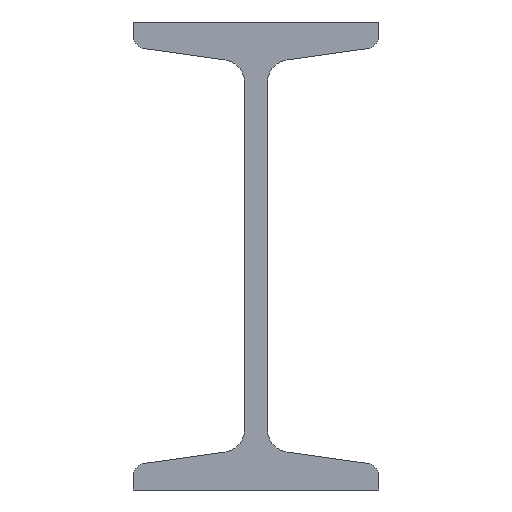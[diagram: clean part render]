
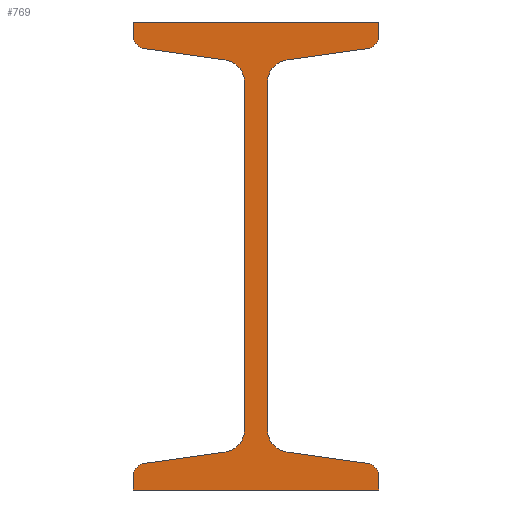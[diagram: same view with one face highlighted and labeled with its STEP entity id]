
A CAD part, front view. The second image highlights one B-rep face of the part: STEP entity #769.
In plain terms, the highlighted planar face has unit normal (0, -1, 0).
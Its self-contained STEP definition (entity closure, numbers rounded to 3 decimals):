
#2=DIRECTION('',(0.,0.,1.));
#3=VECTOR('',#2,2.267);
#4=CARTESIAN_POINT('',(-21.,0.,-40.));
#5=LINE('',#4,#3);
#6=CARTESIAN_POINT('',(-18.7,0.,-37.733));
#7=DIRECTION('',(0.,1.,0.));
#8=DIRECTION('',(-1.,0.,0.));
#9=AXIS2_PLACEMENT_3D('',#6,#7,#8);
#11=DIRECTION('',(0.99,0.,0.139));
#12=VECTOR('',#11,13.848);
#13=CARTESIAN_POINT('',(-19.02,0.,-35.455));
#14=LINE('',#13,#12);
#15=CARTESIAN_POINT('',(-5.85,0.,-29.666));
#16=DIRECTION('',(0.,-1.,0.));
#17=DIRECTION('',(0.139,0.,-0.99));
#18=AXIS2_PLACEMENT_3D('',#15,#16,#17);
#20=DIRECTION('',(0.,0.,1.));
#21=VECTOR('',#20,59.332);
#22=CARTESIAN_POINT('',(-1.95,0.,-29.666));
#23=LINE('',#22,#21);
#24=CARTESIAN_POINT('',(-5.85,0.,29.666));
#25=DIRECTION('',(0.,-1.,0.));
#26=DIRECTION('',(1.,0.,0.));
#27=AXIS2_PLACEMENT_3D('',#24,#25,#26);
#29=DIRECTION('',(-0.99,0.,0.139));
#30=VECTOR('',#29,13.848);
#31=CARTESIAN_POINT('',(-5.307,0.,33.528));
#32=LINE('',#31,#30);
#33=CARTESIAN_POINT('',(-18.7,0.,37.733));
#34=DIRECTION('',(0.,1.,0.));
#35=DIRECTION('',(-0.139,0.,-0.99));
#36=AXIS2_PLACEMENT_3D('',#33,#34,#35);
#38=DIRECTION('',(0.,0.,1.));
#39=VECTOR('',#38,2.267);
#40=CARTESIAN_POINT('',(-21.,0.,37.733));
#41=LINE('',#40,#39);
#42=DIRECTION('',(1.,0.,0.));
#43=VECTOR('',#42,42.);
#44=CARTESIAN_POINT('',(-21.,0.,40.));
#45=LINE('',#44,#43);
#46=DIRECTION('',(0.,0.,-1.));
#47=VECTOR('',#46,2.267);
#48=CARTESIAN_POINT('',(21.,0.,40.));
#49=LINE('',#48,#47);
#50=CARTESIAN_POINT('',(18.7,0.,37.733));
#51=DIRECTION('',(0.,1.,0.));
#52=DIRECTION('',(1.,0.,0.));
#53=AXIS2_PLACEMENT_3D('',#50,#51,#52);
#55=DIRECTION('',(-0.99,0.,-0.139));
#56=VECTOR('',#55,13.848);
#57=CARTESIAN_POINT('',(19.02,0.,35.455));
#58=LINE('',#57,#56);
#59=CARTESIAN_POINT('',(5.85,0.,29.666));
#60=DIRECTION('',(0.,-1.,0.));
#61=DIRECTION('',(-0.139,0.,0.99));
#62=AXIS2_PLACEMENT_3D('',#59,#60,#61);
#64=DIRECTION('',(0.,0.,-1.));
#65=VECTOR('',#64,59.332);
#66=CARTESIAN_POINT('',(1.95,0.,29.666));
#67=LINE('',#66,#65);
#68=CARTESIAN_POINT('',(5.85,0.,-29.666));
#69=DIRECTION('',(0.,-1.,0.));
#70=DIRECTION('',(-1.,0.,0.));
#71=AXIS2_PLACEMENT_3D('',#68,#69,#70);
#73=DIRECTION('',(0.99,0.,-0.139));
#74=VECTOR('',#73,13.848);
#75=CARTESIAN_POINT('',(5.307,0.,-33.528));
#76=LINE('',#75,#74);
#77=CARTESIAN_POINT('',(18.7,0.,-37.733));
#78=DIRECTION('',(0.,1.,0.));
#79=DIRECTION('',(0.139,0.,0.99));
#80=AXIS2_PLACEMENT_3D('',#77,#78,#79);
#82=DIRECTION('',(0.,0.,-1.));
#83=VECTOR('',#82,2.267);
#84=CARTESIAN_POINT('',(21.,0.,-37.733));
#85=LINE('',#84,#83);
#86=DIRECTION('',(-1.,0.,0.));
#87=VECTOR('',#86,42.);
#88=CARTESIAN_POINT('',(21.,0.,-40.));
#89=LINE('',#88,#87);
#546=CARTESIAN_POINT('',(-21.,0.,-40.));
#547=CARTESIAN_POINT('',(-21.,0.,-37.733));
#548=VERTEX_POINT('',#546);
#549=VERTEX_POINT('',#547);
#550=CARTESIAN_POINT('',(-19.02,0.,-35.455));
#551=VERTEX_POINT('',#550);
#552=CARTESIAN_POINT('',(-5.307,0.,-33.528));
#553=VERTEX_POINT('',#552);
#554=CARTESIAN_POINT('',(-1.95,0.,-29.666));
#555=VERTEX_POINT('',#554);
#556=CARTESIAN_POINT('',(-1.95,0.,29.666));
#557=VERTEX_POINT('',#556);
#558=CARTESIAN_POINT('',(-5.307,0.,33.528));
#559=VERTEX_POINT('',#558);
#560=CARTESIAN_POINT('',(-19.02,0.,35.455));
#561=VERTEX_POINT('',#560);
#562=CARTESIAN_POINT('',(-21.,0.,37.733));
#563=VERTEX_POINT('',#562);
#564=CARTESIAN_POINT('',(-21.,0.,40.));
#565=VERTEX_POINT('',#564);
#566=CARTESIAN_POINT('',(21.,0.,40.));
#567=VERTEX_POINT('',#566);
#568=CARTESIAN_POINT('',(21.,0.,37.733));
#569=VERTEX_POINT('',#568);
#570=CARTESIAN_POINT('',(19.02,0.,35.455));
#571=VERTEX_POINT('',#570);
#572=CARTESIAN_POINT('',(5.307,0.,33.528));
#573=VERTEX_POINT('',#572);
#574=CARTESIAN_POINT('',(1.95,0.,29.666));
#575=VERTEX_POINT('',#574);
#576=CARTESIAN_POINT('',(1.95,0.,-29.666));
#577=VERTEX_POINT('',#576);
#578=CARTESIAN_POINT('',(5.307,0.,-33.528));
#579=VERTEX_POINT('',#578);
#580=CARTESIAN_POINT('',(19.02,0.,-35.455));
#581=VERTEX_POINT('',#580);
#582=CARTESIAN_POINT('',(21.,0.,-37.733));
#583=VERTEX_POINT('',#582);
#584=CARTESIAN_POINT('',(21.,0.,-40.));
#585=VERTEX_POINT('',#584);
#722=CARTESIAN_POINT('',(0.,0.,0.));
#723=DIRECTION('',(0.,1.,0.));
#724=DIRECTION('',(1.,0.,0.));
#725=AXIS2_PLACEMENT_3D('',#722,#723,#724);
#726=PLANE('',#725);
#728=ORIENTED_EDGE('',*,*,#727,.T.);
#730=ORIENTED_EDGE('',*,*,#729,.T.);
#732=ORIENTED_EDGE('',*,*,#731,.T.);
#734=ORIENTED_EDGE('',*,*,#733,.T.);
#736=ORIENTED_EDGE('',*,*,#735,.T.);
#738=ORIENTED_EDGE('',*,*,#737,.T.);
#740=ORIENTED_EDGE('',*,*,#739,.T.);
#742=ORIENTED_EDGE('',*,*,#741,.T.);
#744=ORIENTED_EDGE('',*,*,#743,.T.);
#746=ORIENTED_EDGE('',*,*,#745,.T.);
#748=ORIENTED_EDGE('',*,*,#747,.T.);
#750=ORIENTED_EDGE('',*,*,#749,.T.);
#752=ORIENTED_EDGE('',*,*,#751,.T.);
#754=ORIENTED_EDGE('',*,*,#753,.T.);
#756=ORIENTED_EDGE('',*,*,#755,.T.);
#758=ORIENTED_EDGE('',*,*,#757,.T.);
#760=ORIENTED_EDGE('',*,*,#759,.T.);
#762=ORIENTED_EDGE('',*,*,#761,.T.);
#764=ORIENTED_EDGE('',*,*,#763,.T.);
#766=ORIENTED_EDGE('',*,*,#765,.T.);
#767=EDGE_LOOP('',(#728,#730,#732,#734,#736,#738,#740,#742,#744,#746,#748,#750,
#752,#754,#756,#758,#760,#762,#764,#766));
#768=FACE_OUTER_BOUND('',#767,.F.);
#769=ADVANCED_FACE('',(#768),#726,.F.);
#10=CIRCLE('',#9,2.3);
#19=CIRCLE('',#18,3.9);
#28=CIRCLE('',#27,3.9);
#37=CIRCLE('',#36,2.3);
#54=CIRCLE('',#53,2.3);
#63=CIRCLE('',#62,3.9);
#72=CIRCLE('',#71,3.9);
#81=CIRCLE('',#80,2.3);
#727=EDGE_CURVE('',#548,#549,#5,.T.);
#729=EDGE_CURVE('',#549,#551,#10,.T.);
#731=EDGE_CURVE('',#551,#553,#14,.T.);
#733=EDGE_CURVE('',#553,#555,#19,.T.);
#735=EDGE_CURVE('',#555,#557,#23,.T.);
#737=EDGE_CURVE('',#557,#559,#28,.T.);
#739=EDGE_CURVE('',#559,#561,#32,.T.);
#741=EDGE_CURVE('',#561,#563,#37,.T.);
#743=EDGE_CURVE('',#563,#565,#41,.T.);
#745=EDGE_CURVE('',#565,#567,#45,.T.);
#747=EDGE_CURVE('',#567,#569,#49,.T.);
#749=EDGE_CURVE('',#569,#571,#54,.T.);
#751=EDGE_CURVE('',#571,#573,#58,.T.);
#753=EDGE_CURVE('',#573,#575,#63,.T.);
#755=EDGE_CURVE('',#575,#577,#67,.T.);
#757=EDGE_CURVE('',#577,#579,#72,.T.);
#759=EDGE_CURVE('',#579,#581,#76,.T.);
#761=EDGE_CURVE('',#581,#583,#81,.T.);
#763=EDGE_CURVE('',#583,#585,#85,.T.);
#765=EDGE_CURVE('',#585,#548,#89,.T.);
